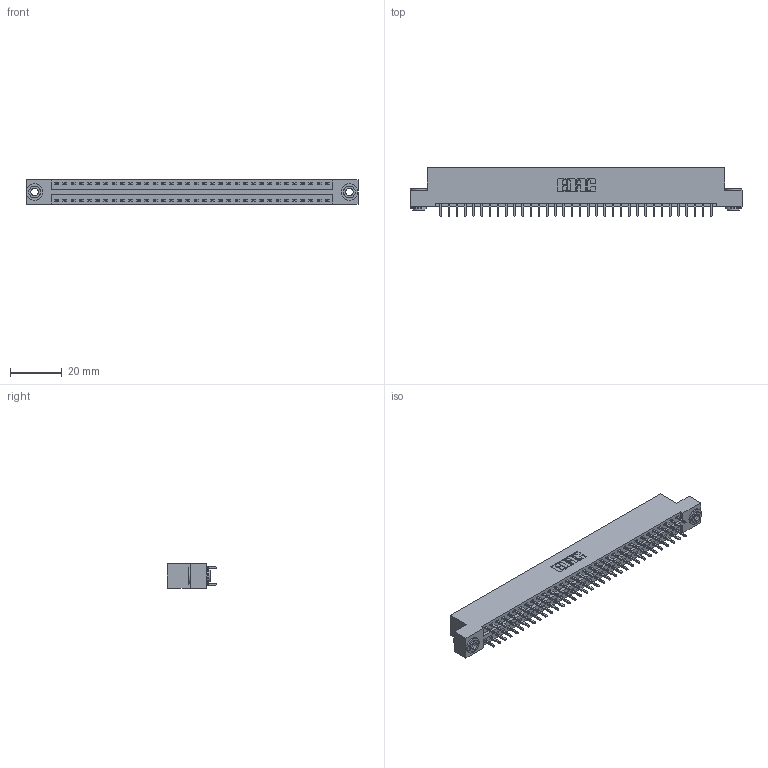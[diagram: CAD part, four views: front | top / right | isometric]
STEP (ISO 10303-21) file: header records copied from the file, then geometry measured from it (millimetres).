
FILE_DESCRIPTION (( 'STEP AP203' ), '1' );
FILE_NAME ('346-068-521-203.STEP', '2018-08-28T12:15:22', ( '' ), ( '' ), 'SwSTEP 2.0', 'SolidWorks 2016', '' );
FILE_SCHEMA (( 'CONFIG_CONTROL_DESIGN' ));
Length unit declared in the file: inch
Products named in the file (4): 346 Part_Flush Mounting Lugs - 0.156 Dia-TH; 345-292-001_345-293-121; 345-250-002_345-250-002-102; 346-068-521-203
Assembly tree (71 placements, depth 2):
  346-068-521-203
    346 Part_Flush Mounting Lugs - 0.156 Dia-TH
    345-292-001_345-293-121  x68
    345-250-002_345-250-002-102  x2
Bounding box: 128.52 x 19.05 x 9.4 mm (x, y, z)
Volume: 12462.2 mm3; surface area: 17031.7 mm2
Topology: 71 solids, 71 shells, 3696 faces, 10945 edges, 7202 vertices
Faces by surface type: plane 2466, cylinder 1222, cone 8
Entity records: 23934 total; most frequent: CARTESIAN_POINT 3931, ORIENTED_EDGE 3858, DIRECTION 3547, EDGE_CURVE 1929, VECTOR 1637, LINE 1637, VERTEX_POINT 1282, AXIS2_PLACEMENT_3D 955
